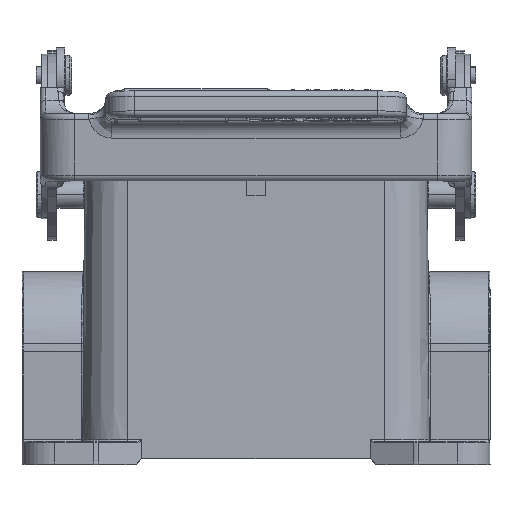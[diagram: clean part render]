
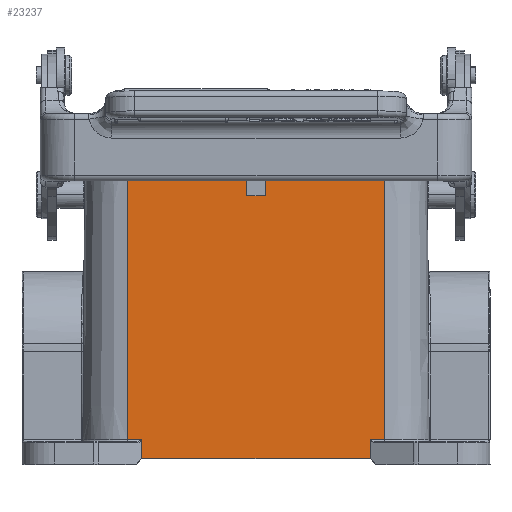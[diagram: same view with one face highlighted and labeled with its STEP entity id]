
A CAD part, top view. The second image highlights one B-rep face of the part: STEP entity #23237.
In plain terms, the highlighted planar face has unit normal (0, 0.009, 1).
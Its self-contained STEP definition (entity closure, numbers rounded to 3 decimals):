
#4470=DIRECTION('',(1.,0.,0.));
#4471=VECTOR('',#4470,39.998);
#4472=CARTESIAN_POINT('',(-19.999,1.,21.944));
#4473=LINE('',#4472,#4471);
#4567=DIRECTION('',(0.,-1.,0.009));
#4568=VECTOR('',#4567,3.238);
#4569=CARTESIAN_POINT('',(-20.,4.238,21.916));
#4570=LINE('',#4569,#4568);
#4578=DIRECTION('',(1.,0.,0.));
#4579=VECTOR('',#4578,20.9);
#4580=CARTESIAN_POINT('',(1.6,51.5,21.5));
#4581=LINE('',#4580,#4579);
#4601=CARTESIAN_POINT('',(20.,4.238,21.916));
#4602=CARTESIAN_POINT('',(20.,4.245,21.916));
#4603=CARTESIAN_POINT('',(20.,4.258,21.91));
#4604=CARTESIAN_POINT('',(20.,4.278,21.913));
#4605=CARTESIAN_POINT('',(20.,4.291,21.912));
#4606=CARTESIAN_POINT('',(20.,4.297,21.912));
#4608=DIRECTION('',(1.,0.,0.));
#4609=VECTOR('',#4608,2.5);
#4610=CARTESIAN_POINT('',(20.,4.297,21.912));
#4611=LINE('',#4610,#4609);
#4622=DIRECTION('',(0.,1.,-0.009));
#4623=VECTOR('',#4622,47.204);
#4624=CARTESIAN_POINT('',(22.5,4.297,21.912));
#4625=LINE('',#4624,#4623);
#7364=DIRECTION('',(-1.,0.,0.));
#7365=VECTOR('',#7364,20.9);
#7366=CARTESIAN_POINT('',(-1.6,51.5,21.5));
#7367=LINE('',#7366,#7365);
#7520=DIRECTION('',(0.,-1.,0.009));
#7521=VECTOR('',#7520,4.5);
#7522=CARTESIAN_POINT('',(1.6,51.5,21.5));
#7523=LINE('',#7522,#7521);
#7532=DIRECTION('',(-1.,0.,0.));
#7533=VECTOR('',#7532,3.2);
#7534=CARTESIAN_POINT('',(1.6,47.,21.539));
#7535=LINE('',#7534,#7533);
#7540=DIRECTION('',(0.,1.,-0.009));
#7541=VECTOR('',#7540,4.5);
#7542=CARTESIAN_POINT('',(-1.6,47.,21.539));
#7543=LINE('',#7542,#7541);
#7670=DIRECTION('',(0.,-1.,0.009));
#7671=VECTOR('',#7670,47.204);
#7672=CARTESIAN_POINT('',(-22.5,51.5,21.5));
#7673=LINE('',#7672,#7671);
#7711=DIRECTION('',(1.,0.,0.));
#7712=VECTOR('',#7711,2.5);
#7713=CARTESIAN_POINT('',(-22.5,4.297,21.912));
#7714=LINE('',#7713,#7712);
#7715=CARTESIAN_POINT('',(-20.,4.297,21.912));
#7716=CARTESIAN_POINT('',(-20.,4.291,21.912));
#7717=CARTESIAN_POINT('',(-20.,4.277,21.913));
#7718=CARTESIAN_POINT('',(-20.,4.258,21.91));
#7719=CARTESIAN_POINT('',(-20.,4.245,21.916));
#7720=CARTESIAN_POINT('',(-20.,4.238,21.916));
#8853=DIRECTION('',(0.,1.,-0.009));
#8854=VECTOR('',#8853,3.238);
#8855=CARTESIAN_POINT('',(19.999,1.,21.944));
#8856=LINE('',#8855,#8854);
#14705=CARTESIAN_POINT('',(19.999,1.,21.944));
#14706=VERTEX_POINT('',#14705);
#14708=CARTESIAN_POINT('',(-19.999,1.,
21.944));
#14709=VERTEX_POINT('',#14708);
#14766=CARTESIAN_POINT('',(-20.,4.238,
21.916));
#14767=VERTEX_POINT('',#14766);
#14768=VERTEX_POINT('',#4601);
#14769=VERTEX_POINT('',#4606);
#14770=VERTEX_POINT('',#7715);
#14771=CARTESIAN_POINT('',(-22.5,4.297,
21.912));
#14772=VERTEX_POINT('',#14771);
#14773=CARTESIAN_POINT('',(-22.5,51.5,21.5));
#14774=VERTEX_POINT('',#14773);
#14775=CARTESIAN_POINT('',(-1.6,51.5,21.5));
#14776=VERTEX_POINT('',#14775);
#14777=CARTESIAN_POINT('',(-1.6,47.,21.539));
#14778=VERTEX_POINT('',#14777);
#14779=CARTESIAN_POINT('',(1.6,47.,21.539));
#14780=VERTEX_POINT('',#14779);
#14781=CARTESIAN_POINT('',(1.6,51.5,21.5));
#14782=VERTEX_POINT('',#14781);
#14783=CARTESIAN_POINT('',(22.5,51.5,21.5));
#14784=VERTEX_POINT('',#14783);
#14785=CARTESIAN_POINT('',(22.5,4.297,21.912));
#14786=VERTEX_POINT('',#14785);
#23204=CARTESIAN_POINT('',(0.,26.25,
21.72));
#23205=DIRECTION('',(0.,0.009,1.));
#23206=DIRECTION('',(0.,-1.,0.009));
#23207=AXIS2_PLACEMENT_3D('',#23204,#23205,#23206);
#23208=PLANE('',#23207);
#23210=ORIENTED_EDGE('',*,*,#23209,.F.);
#23212=ORIENTED_EDGE('',*,*,#23211,.F.);
#23213=ORIENTED_EDGE('',*,*,#23007,.F.);
#23214=ORIENTED_EDGE('',*,*,#23196,.F.);
#23216=ORIENTED_EDGE('',*,*,#23215,.F.);
#23218=ORIENTED_EDGE('',*,*,#23217,.F.);
#23220=ORIENTED_EDGE('',*,*,#23219,.F.);
#23222=ORIENTED_EDGE('',*,*,#23221,.F.);
#23224=ORIENTED_EDGE('',*,*,#23223,.F.);
#23226=ORIENTED_EDGE('',*,*,#23225,.F.);
#23228=ORIENTED_EDGE('',*,*,#23227,.F.);
#23230=ORIENTED_EDGE('',*,*,#23229,.T.);
#23232=ORIENTED_EDGE('',*,*,#23231,.F.);
#23234=ORIENTED_EDGE('',*,*,#23233,.F.);
#23235=EDGE_LOOP('',(#23210,#23212,#23213,#23214,#23216,#23218,#23220,#23222,
#23224,#23226,#23228,#23230,#23232,#23234));
#23236=FACE_OUTER_BOUND('',#23235,.F.);
#4607=B_SPLINE_CURVE_WITH_KNOTS('',3,(#4601,#4602,#4603,#4604,#4605,#4606),
.UNSPECIFIED.,.F.,.F.,(4,1,1,4),(0.,0.333,0.667,1.),
.UNSPECIFIED.);
#7721=B_SPLINE_CURVE_WITH_KNOTS('',3,(#7715,#7716,#7717,#7718,#7719,#7720),
.UNSPECIFIED.,.F.,.F.,(4,1,1,4),(0.,0.333,0.667,1.),
.UNSPECIFIED.);
#23007=EDGE_CURVE('',#14709,#14706,#4473,.T.);
#23196=EDGE_CURVE('',#14767,#14709,#4570,.T.);
#23209=EDGE_CURVE('',#14768,#14769,#4607,.T.);
#23211=EDGE_CURVE('',#14706,#14768,#8856,.T.);
#23215=EDGE_CURVE('',#14770,#14767,#7721,.T.);
#23217=EDGE_CURVE('',#14772,#14770,#7714,.T.);
#23219=EDGE_CURVE('',#14774,#14772,#7673,.T.);
#23221=EDGE_CURVE('',#14776,#14774,#7367,.T.);
#23223=EDGE_CURVE('',#14778,#14776,#7543,.T.);
#23225=EDGE_CURVE('',#14780,#14778,#7535,.T.);
#23227=EDGE_CURVE('',#14782,#14780,#7523,.T.);
#23229=EDGE_CURVE('',#14782,#14784,#4581,.T.);
#23231=EDGE_CURVE('',#14786,#14784,#4625,.T.);
#23233=EDGE_CURVE('',#14769,#14786,#4611,.T.);
#23237=ADVANCED_FACE('',(#23236),#23208,.T.);
